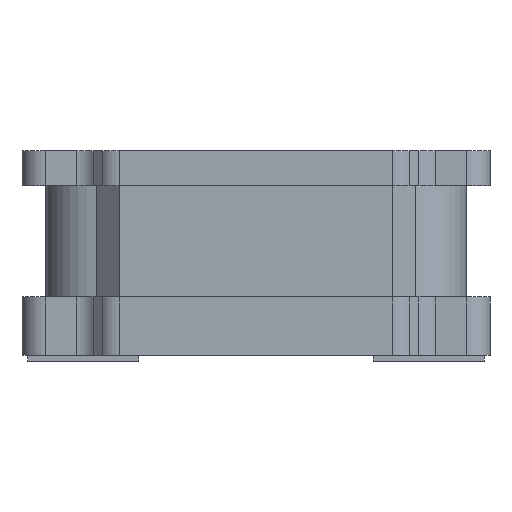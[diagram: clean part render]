
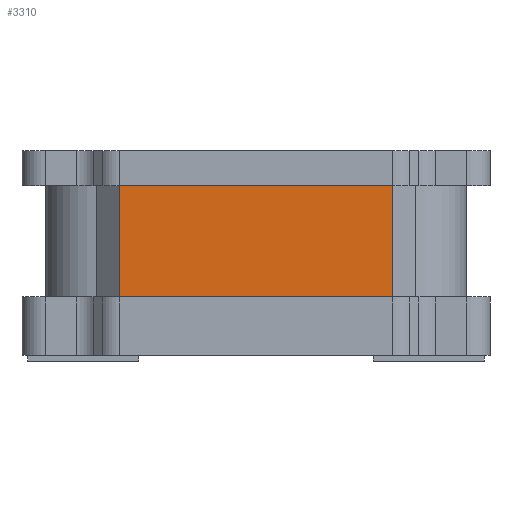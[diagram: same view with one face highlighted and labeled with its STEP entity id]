
A CAD part, left-side view. The second image highlights one B-rep face of the part: STEP entity #3310.
In plain terms, the highlighted planar face has unit normal (-1, 0, 0).
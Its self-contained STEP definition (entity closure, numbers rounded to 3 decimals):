
#56 = CARTESIAN_POINT ( 'NONE',  ( -1.8, -1.167, 1.5 ) ) ;
#106 = CARTESIAN_POINT ( 'NONE',  ( -1.8, 1.167, 0.55 ) ) ;
#121 = CARTESIAN_POINT ( 'NONE',  ( -1.8, 1.167, 1.5 ) ) ;
#342 = VECTOR ( 'NONE', #574, 1000. ) ;
#365 = VERTEX_POINT ( 'NONE', #1509 ) ;
#574 = DIRECTION ( 'NONE',  ( 0., 0., -1. ) ) ;
#676 = VERTEX_POINT ( 'NONE', #978 ) ;
#779 = CARTESIAN_POINT ( 'NONE',  ( -1.8, 1.167, 1.5 ) ) ;
#824 = EDGE_CURVE ( 'NONE', #365, #3078, #1856, .T. ) ;
#833 = DIRECTION ( 'NONE',  ( 0., 1., 0. ) ) ;
#963 = VECTOR ( 'NONE', #2420, 1000. ) ;
#978 = CARTESIAN_POINT ( 'NONE',  ( -1.8, 1.167, 0.55 ) ) ;
#1169 = EDGE_CURVE ( 'NONE', #1553, #676, #1700, .T. ) ;
#1213 = EDGE_CURVE ( 'NONE', #676, #3078, #1654, .T. ) ;
#1509 = CARTESIAN_POINT ( 'NONE',  ( -1.8, -1.167, 1.5 ) ) ;
#1553 = VERTEX_POINT ( 'NONE', #779 ) ;
#1654 = LINE ( 'NONE', #106, #963 ) ;
#1700 = LINE ( 'NONE', #2434, #2663 ) ;
#1856 = LINE ( 'NONE', #56, #342 ) ;
#1928 = PLANE ( 'NONE',  #2224 ) ;
#1970 = DIRECTION ( 'NONE',  ( 0., 0., -1. ) ) ;
#2151 = CARTESIAN_POINT ( 'NONE',  ( -1.8, -1.167, 0.55 ) ) ;
#2224 = AXIS2_PLACEMENT_3D ( 'NONE', #121, #3199, #833 ) ;
#2420 = DIRECTION ( 'NONE',  ( 0., -1., 0. ) ) ;
#2434 = CARTESIAN_POINT ( 'NONE',  ( -1.8, 1.167, 1.5 ) ) ;
#2514 = LINE ( 'NONE', #2581, #3210 ) ;
#2533 = ORIENTED_EDGE ( 'NONE', *, *, #3190, .F. ) ;
#2581 = CARTESIAN_POINT ( 'NONE',  ( -1.8, 1.167, 1.5 ) ) ;
#2617 = EDGE_LOOP ( 'NONE', ( #2827, #3114, #2533, #2807 ) ) ;
#2663 = VECTOR ( 'NONE', #1970, 1000. ) ;
#2807 = ORIENTED_EDGE ( 'NONE', *, *, #1169, .T. ) ;
#2827 = ORIENTED_EDGE ( 'NONE', *, *, #1213, .T. ) ;
#2937 = FACE_OUTER_BOUND ( 'NONE', #2617, .T. ) ;
#3078 = VERTEX_POINT ( 'NONE', #2151 ) ;
#3114 = ORIENTED_EDGE ( 'NONE', *, *, #824, .F. ) ;
#3121 = DIRECTION ( 'NONE',  ( 0., -1., 0. ) ) ;
#3190 = EDGE_CURVE ( 'NONE', #1553, #365, #2514, .T. ) ;
#3199 = DIRECTION ( 'NONE',  ( 1., 0., 0. ) ) ;
#3210 = VECTOR ( 'NONE', #3121, 1000. ) ;
#3310 = ADVANCED_FACE ( 'NONE', ( #2937 ), #1928, .F. ) ;
